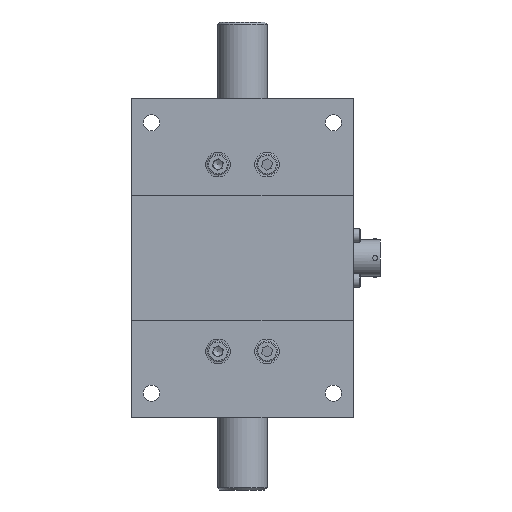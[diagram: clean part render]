
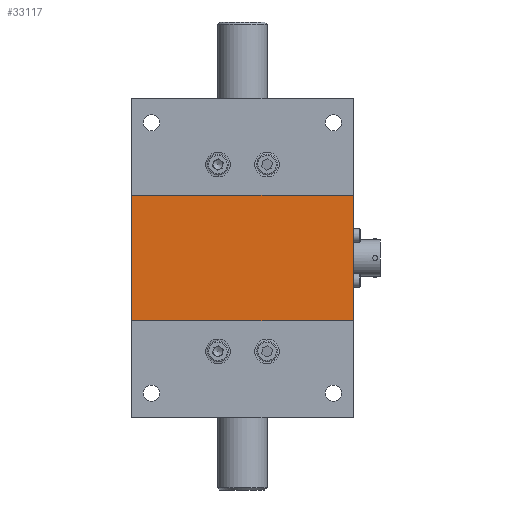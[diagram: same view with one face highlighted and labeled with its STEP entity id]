
A CAD part, front view. The second image highlights one B-rep face of the part: STEP entity #33117.
In plain terms, the highlighted planar face has unit normal (0, -1, 0).
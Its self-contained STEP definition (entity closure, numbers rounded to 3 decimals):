
#3188 = CARTESIAN_POINT ( 'NONE',  ( -45., -59., -56.5 ) ) ;
#3194 = CARTESIAN_POINT ( 'NONE',  ( -45., -59., -5.5 ) ) ;
#3196 = DIRECTION ( 'NONE',  ( 1., 0., 0. ) ) ;
#3201 = CARTESIAN_POINT ( 'NONE',  ( 45., -59., -5.5 ) ) ;
#3202 = DIRECTION ( 'NONE',  ( 0., 0., 1. ) ) ;
#3203 = CARTESIAN_POINT ( 'NONE',  ( -45., -59., -5.5 ) ) ;
#3205 = DIRECTION ( 'NONE',  ( 1., 0., 0. ) ) ;
#3206 = DIRECTION ( 'NONE',  ( 0., 0., 1. ) ) ;
#3894 = LINE ( 'NONE', #3188, #3901 ) ;
#3900 = LINE ( 'NONE', #3194, #3911 ) ;
#3901 = VECTOR ( 'NONE', #3196, 1000. ) ;
#3904 = LINE ( 'NONE', #3201, #3907 ) ;
#3906 = LINE ( 'NONE', #3203, #3909 ) ;
#3907 = VECTOR ( 'NONE', #3202, 1000. ) ;
#3909 = VECTOR ( 'NONE', #3205, 1000. ) ;
#3911 = VECTOR ( 'NONE', #3206, 1000. ) ;
#7261 = PLANE ( 'NONE',  #7373 ) ;
#7373 = AXIS2_PLACEMENT_3D ( 'NONE', #9112, #9113, #9114 ) ;
#8021 = FACE_OUTER_BOUND ( 'NONE', #43406, .T. ) ;
#9112 = CARTESIAN_POINT ( 'NONE',  ( -45., -59., -5.5 ) ) ;
#9113 = DIRECTION ( 'NONE',  ( 0., 1., 0. ) ) ;
#9114 = DIRECTION ( 'NONE',  ( 0., 0., -1. ) ) ;
#10492 = CARTESIAN_POINT ( 'NONE',  ( 45., -59., -56.5 ) ) ;
#10502 = CARTESIAN_POINT ( 'NONE',  ( 45., -59., -5.5 ) ) ;
#10503 = CARTESIAN_POINT ( 'NONE',  ( -45., -59., -56.5 ) ) ;
#10505 = CARTESIAN_POINT ( 'NONE',  ( -45., -59., -5.5 ) ) ;
#29679 = EDGE_CURVE ( 'NONE', #34436, #34425, #3894, .T. ) ;
#29682 = EDGE_CURVE ( 'NONE', #34425, #34435, #3904, .T. ) ;
#29683 = EDGE_CURVE ( 'NONE', #34438, #34435, #3906, .T. ) ;
#29684 = EDGE_CURVE ( 'NONE', #34436, #34438, #3900, .T. ) ;
#33117 = ADVANCED_FACE ( 'NONE', ( #8021 ), #7261, .F. ) ;
#34425 = VERTEX_POINT ( 'NONE', #10492 ) ;
#34435 = VERTEX_POINT ( 'NONE', #10502 ) ;
#34436 = VERTEX_POINT ( 'NONE', #10503 ) ;
#34438 = VERTEX_POINT ( 'NONE', #10505 ) ;
#39404 = ORIENTED_EDGE ( 'NONE', *, *, #29682, .T. ) ;
#39405 = ORIENTED_EDGE ( 'NONE', *, *, #29683, .F. ) ;
#39406 = ORIENTED_EDGE ( 'NONE', *, *, #29684, .F. ) ;
#39407 = ORIENTED_EDGE ( 'NONE', *, *, #29679, .T. ) ;
#43406 = EDGE_LOOP ( 'NONE', ( #39404, #39405, #39406, #39407 ) ) ;
